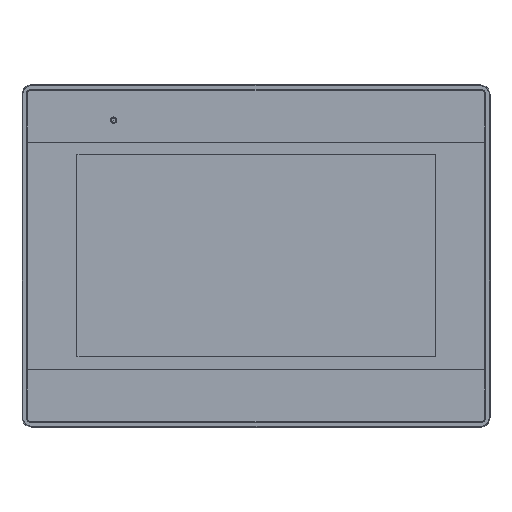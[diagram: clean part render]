
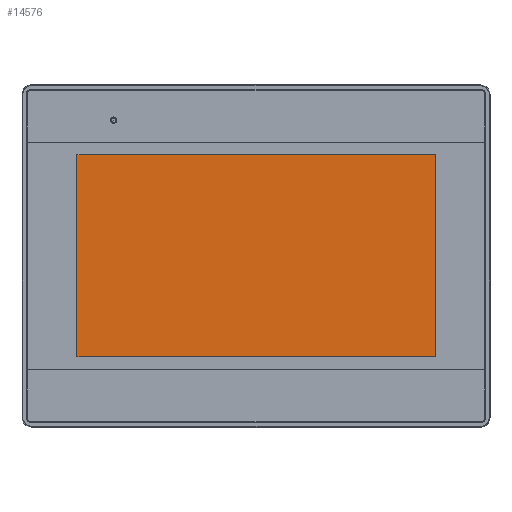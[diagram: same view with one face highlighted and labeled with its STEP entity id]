
A CAD part, top view. The second image highlights one B-rep face of the part: STEP entity #14576.
In plain terms, the highlighted planar face has unit normal (0, 0, 1).
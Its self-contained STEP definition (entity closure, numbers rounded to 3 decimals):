
#148 = CARTESIAN_POINT ( 'NONE',  ( 0., 0., 4.92 ) ) ;
#7700 = CARTESIAN_POINT ( 'NONE',  ( 77., 43.43, 4.92 ) ) ;
#9437 = VERTEX_POINT ( 'NONE', #70155 ) ;
#13969 = LINE ( 'NONE', #39913, #76289 ) ;
#14576 = ADVANCED_FACE ( 'NONE', ( #70934 ), #45364, .T. ) ;
#21756 = CARTESIAN_POINT ( 'NONE',  ( -76.65, 43.43, 4.92 ) ) ;
#22366 = VECTOR ( 'NONE', #28181, 1000. ) ;
#28181 = DIRECTION ( 'NONE',  ( 0., -1., 0. ) ) ;
#30918 = ORIENTED_EDGE ( 'NONE', *, *, #55893, .T. ) ;
#32018 = DIRECTION ( 'NONE',  ( 0., 1., 0. ) ) ;
#33937 = VERTEX_POINT ( 'NONE', #73503 ) ;
#37415 = EDGE_CURVE ( 'NONE', #39636, #33937, #13969, .T. ) ;
#38133 = DIRECTION ( 'NONE',  ( 0., 0., 1. ) ) ;
#38425 = LINE ( 'NONE', #39667, #60059 ) ;
#39636 = VERTEX_POINT ( 'NONE', #7700 ) ;
#39667 = CARTESIAN_POINT ( 'NONE',  ( 77., -43.19, 4.92 ) ) ;
#39913 = CARTESIAN_POINT ( 'NONE',  ( 77., 43.43, 4.92 ) ) ;
#45364 = PLANE ( 'NONE',  #72169 ) ;
#50543 = EDGE_CURVE ( 'NONE', #80777, #9437, #82175, .T. ) ;
#52192 = DIRECTION ( 'NONE',  ( -1., 0., 0. ) ) ;
#53698 = CARTESIAN_POINT ( 'NONE',  ( -76.65, -43.19, 4.92 ) ) ;
#55893 = EDGE_CURVE ( 'NONE', #33937, #80777, #73791, .T. ) ;
#60059 = VECTOR ( 'NONE', #32018, 1000. ) ;
#62077 = EDGE_LOOP ( 'NONE', ( #70497, #69238, #30918, #78181 ) ) ;
#65122 = DIRECTION ( 'NONE',  ( -1., 0., 0. ) ) ;
#68861 = EDGE_CURVE ( 'NONE', #9437, #39636, #38425, .T. ) ;
#68912 = DIRECTION ( 'NONE',  ( 1., 0., 0. ) ) ;
#69238 = ORIENTED_EDGE ( 'NONE', *, *, #37415, .T. ) ;
#69327 = CARTESIAN_POINT ( 'NONE',  ( -76.65, -43.19, 4.92 ) ) ;
#70155 = CARTESIAN_POINT ( 'NONE',  ( 77., -43.19, 4.92 ) ) ;
#70466 = VECTOR ( 'NONE', #68912, 1000. ) ;
#70497 = ORIENTED_EDGE ( 'NONE', *, *, #68861, .T. ) ;
#70934 = FACE_OUTER_BOUND ( 'NONE', #62077, .T. ) ;
#72169 = AXIS2_PLACEMENT_3D ( 'NONE', #148, #38133, #52192 ) ;
#73503 = CARTESIAN_POINT ( 'NONE',  ( -76.65, 43.43, 4.92 ) ) ;
#73791 = LINE ( 'NONE', #21756, #22366 ) ;
#76289 = VECTOR ( 'NONE', #65122, 1000. ) ;
#78181 = ORIENTED_EDGE ( 'NONE', *, *, #50543, .T. ) ;
#80777 = VERTEX_POINT ( 'NONE', #53698 ) ;
#82175 = LINE ( 'NONE', #69327, #70466 ) ;
